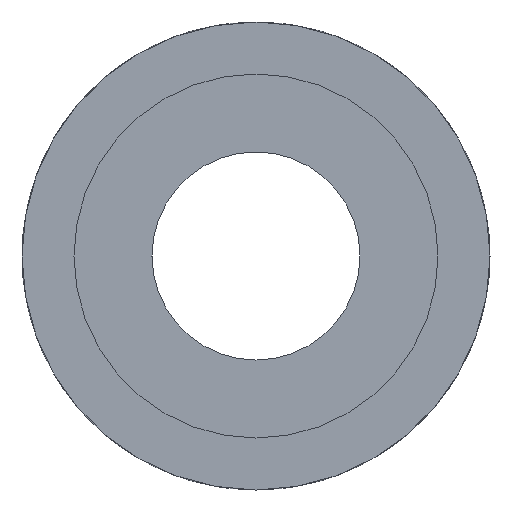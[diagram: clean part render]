
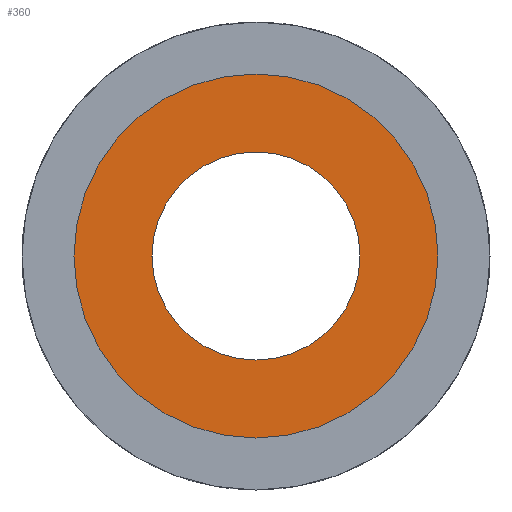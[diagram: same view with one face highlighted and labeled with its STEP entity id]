
A CAD part, left-side view. The second image highlights one B-rep face of the part: STEP entity #360.
In plain terms, the highlighted planar face has unit normal (-1, 0, 0).
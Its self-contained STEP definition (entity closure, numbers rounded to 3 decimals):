
#66 = DIRECTION ( 'NONE',  ( -1., 0., 0. ) ) ;
#78 = AXIS2_PLACEMENT_3D ( 'NONE', #397, #682, #1136 ) ;
#80 = AXIS2_PLACEMENT_3D ( 'NONE', #613, #800, #421 ) ;
#243 = AXIS2_PLACEMENT_3D ( 'NONE', #891, #987, #1153 ) ;
#252 = AXIS2_PLACEMENT_3D ( 'NONE', #491, #753, #481 ) ;
#271 = AXIS2_PLACEMENT_3D ( 'NONE', #1058, #66, #533 ) ;
#339 = VERTEX_POINT ( 'NONE', #1087 ) ;
#360 = ADVANCED_FACE ( 'NONE', ( #562, #477 ), #1106, .F. ) ;
#397 = CARTESIAN_POINT ( 'NONE',  ( -23.5, 7., 0. ) ) ;
#421 = DIRECTION ( 'NONE',  ( 0., 0., 1. ) ) ;
#439 = CARTESIAN_POINT ( 'NONE',  ( -23.5, 0., 4. ) ) ;
#477 = FACE_OUTER_BOUND ( 'NONE', #831, .T. ) ;
#481 = DIRECTION ( 'NONE',  ( 0., 0., 1. ) ) ;
#484 = VERTEX_POINT ( 'NONE', #1161 ) ;
#486 = EDGE_CURVE ( 'NONE', #495, #860, #1065, .T. ) ;
#491 = CARTESIAN_POINT ( 'NONE',  ( -23.5, 0., 0. ) ) ;
#495 = VERTEX_POINT ( 'NONE', #439 ) ;
#501 = CIRCLE ( 'NONE', #243, 7. ) ;
#533 = DIRECTION ( 'NONE',  ( 0., 0., 1. ) ) ;
#536 = EDGE_CURVE ( 'NONE', #339, #484, #501, .T. ) ;
#556 = ORIENTED_EDGE ( 'NONE', *, *, #1115, .T. ) ;
#562 = FACE_BOUND ( 'NONE', #1151, .T. ) ;
#563 = CIRCLE ( 'NONE', #271, 7. ) ;
#613 = CARTESIAN_POINT ( 'NONE',  ( -23.5, 0., 0. ) ) ;
#649 = ORIENTED_EDGE ( 'NONE', *, *, #486, .F. ) ;
#666 = CIRCLE ( 'NONE', #252, 4. ) ;
#675 = EDGE_CURVE ( 'NONE', #860, #495, #666, .T. ) ;
#682 = DIRECTION ( 'NONE',  ( 1., 0., 0. ) ) ;
#703 = CARTESIAN_POINT ( 'NONE',  ( -23.5, 0., -4. ) ) ;
#753 = DIRECTION ( 'NONE',  ( -1., 0., 0. ) ) ;
#800 = DIRECTION ( 'NONE',  ( -1., 0., 0. ) ) ;
#831 = EDGE_LOOP ( 'NONE', ( #852, #556 ) ) ;
#842 = ORIENTED_EDGE ( 'NONE', *, *, #675, .F. ) ;
#852 = ORIENTED_EDGE ( 'NONE', *, *, #536, .T. ) ;
#860 = VERTEX_POINT ( 'NONE', #703 ) ;
#891 = CARTESIAN_POINT ( 'NONE',  ( -23.5, 0., 0. ) ) ;
#987 = DIRECTION ( 'NONE',  ( -1., 0., 0. ) ) ;
#1058 = CARTESIAN_POINT ( 'NONE',  ( -23.5, 0., 0. ) ) ;
#1065 = CIRCLE ( 'NONE', #80, 4. ) ;
#1087 = CARTESIAN_POINT ( 'NONE',  ( -23.5, 0., 7. ) ) ;
#1106 = PLANE ( 'NONE',  #78 ) ;
#1115 = EDGE_CURVE ( 'NONE', #484, #339, #563, .T. ) ;
#1136 = DIRECTION ( 'NONE',  ( 0., 0., -1. ) ) ;
#1151 = EDGE_LOOP ( 'NONE', ( #649, #842 ) ) ;
#1153 = DIRECTION ( 'NONE',  ( 0., 0., 1. ) ) ;
#1161 = CARTESIAN_POINT ( 'NONE',  ( -23.5, 0., -7. ) ) ;
